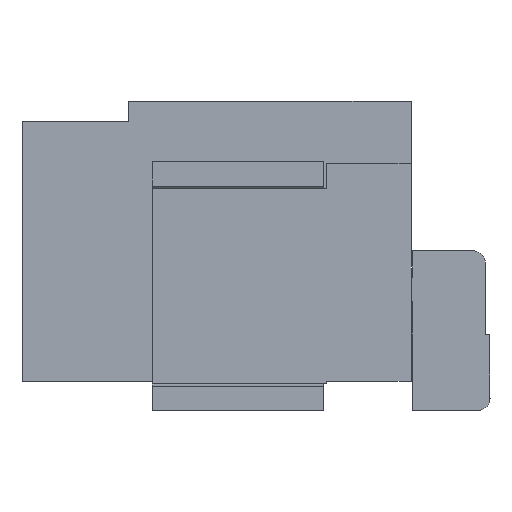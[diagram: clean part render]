
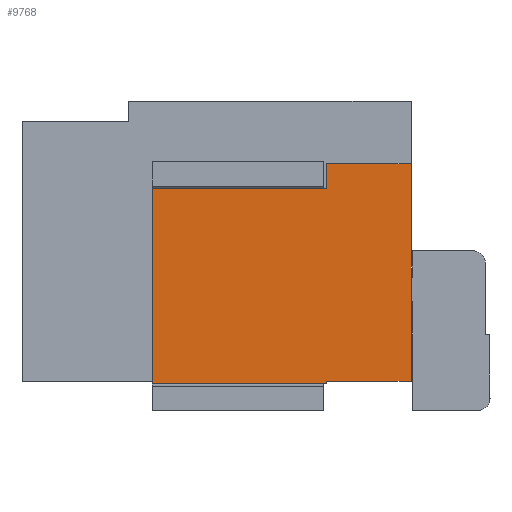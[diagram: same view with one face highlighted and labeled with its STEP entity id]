
A CAD part, left-side view. The second image highlights one B-rep face of the part: STEP entity #9768.
In plain terms, the highlighted planar face has unit normal (-1, 0, 0).
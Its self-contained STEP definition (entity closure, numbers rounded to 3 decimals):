
#2312=ORIENTED_EDGE('',*,*,#3452,.F.);
#2313=ORIENTED_EDGE('',*,*,#4230,.F.);
#2314=ORIENTED_EDGE('',*,*,#4231,.T.);
#2315=ORIENTED_EDGE('',*,*,#4232,.F.);
#2316=ORIENTED_EDGE('',*,*,#4233,.F.);
#2317=ORIENTED_EDGE('',*,*,#4234,.T.);
#2318=ORIENTED_EDGE('',*,*,#4235,.T.);
#2319=ORIENTED_EDGE('',*,*,#3473,.T.);
#3452=EDGE_CURVE('',#4826,#4827,#5761,.T.);
#3473=EDGE_CURVE('',#4844,#4827,#5782,.T.);
#4230=EDGE_CURVE('',#5312,#4826,#6483,.T.);
#4231=EDGE_CURVE('',#5312,#5313,#6484,.T.);
#4232=EDGE_CURVE('',#5314,#5313,#6485,.T.);
#4233=EDGE_CURVE('',#5315,#5314,#6486,.T.);
#4234=EDGE_CURVE('',#5315,#5316,#6487,.T.);
#4235=EDGE_CURVE('',#5316,#4844,#6488,.T.);
#4826=VERTEX_POINT('',#16993);
#4827=VERTEX_POINT('',#16995);
#4844=VERTEX_POINT('',#17034);
#5312=VERTEX_POINT('',#18572);
#5313=VERTEX_POINT('',#18576);
#5314=VERTEX_POINT('',#18578);
#5315=VERTEX_POINT('',#18580);
#5316=VERTEX_POINT('',#18582);
#5761=LINE('',#16994,#6818);
#5782=LINE('',#17033,#6839);
#6483=LINE('',#18573,#7540);
#6484=LINE('',#18575,#7541);
#6485=LINE('',#18577,#7542);
#6486=LINE('',#18579,#7543);
#6487=LINE('',#18581,#7544);
#6488=LINE('',#18583,#7545);
#6818=VECTOR('',#14637,1000.);
#6839=VECTOR('',#14660,1000.);
#7540=VECTOR('',#16101,1000.);
#7541=VECTOR('',#16104,1000.);
#7542=VECTOR('',#16105,1000.);
#7543=VECTOR('',#16106,1000.);
#7544=VECTOR('',#16107,1000.);
#7545=VECTOR('',#16108,1000.);
#8099=EDGE_LOOP('',(#2312,#2313,#2314,#2315,#2316,#2317,#2318,#2319));
#8706=FACE_BOUND('',#8099,.T.);
#9249=PLANE('',#14192);
#9768=ADVANCED_FACE('',(#8706),#9249,.T.);
#14192=AXIS2_PLACEMENT_3D('',#18574,#16102,#16103);
#14637=DIRECTION('',(0.,0.,-1.));
#14660=DIRECTION('',(0.,-1.,0.));
#16101=DIRECTION('',(0.,-1.,0.));
#16102=DIRECTION('',(-1.,0.,0.));
#16103=DIRECTION('',(0.,0.,1.));
#16104=DIRECTION('',(0.,0.,-1.));
#16105=DIRECTION('',(0.,-1.,0.));
#16106=DIRECTION('',(0.,0.,1.));
#16107=DIRECTION('',(0.,-1.,0.));
#16108=DIRECTION('',(0.,0.,1.));
#16993=CARTESIAN_POINT('',(-11.414,0.457,2.823));
#16994=CARTESIAN_POINT('',(-11.414,0.457,2.823));
#16995=CARTESIAN_POINT('',(-11.414,0.457,0.334));
#17033=CARTESIAN_POINT('',(-11.414,1.422,0.334));
#17034=CARTESIAN_POINT('',(-11.414,1.422,0.334));
#18572=CARTESIAN_POINT('',(-11.414,1.422,2.823));
#18573=CARTESIAN_POINT('',(-11.414,1.422,2.823));
#18574=CARTESIAN_POINT('',(-11.414,1.422,2.823));
#18575=CARTESIAN_POINT('',(-11.414,1.422,2.823));
#18576=CARTESIAN_POINT('',(-11.414,1.422,2.54));
#18577=CARTESIAN_POINT('',(-11.414,3.416,2.54));
#18578=CARTESIAN_POINT('',(-11.414,3.416,2.54));
#18579=CARTESIAN_POINT('',(-11.414,3.416,2.54));
#18580=CARTESIAN_POINT('',(-11.414,3.416,0.305));
#18581=CARTESIAN_POINT('',(-11.414,3.416,0.305));
#18582=CARTESIAN_POINT('',(-11.414,1.422,0.305));
#18583=CARTESIAN_POINT('',(-11.414,1.422,2.54));
